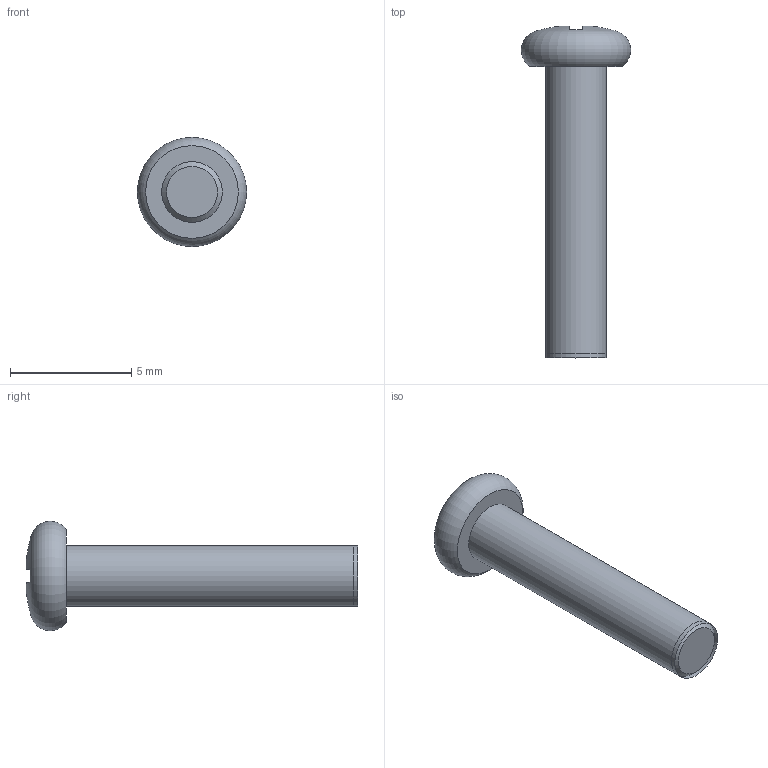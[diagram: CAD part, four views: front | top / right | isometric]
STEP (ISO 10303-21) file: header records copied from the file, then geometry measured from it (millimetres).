
FILE_DESCRIPTION(/* description */ ('NOT SPECIFIED'),/* implementation_level */ '2;1');
FILE_NAME(/* name */ 'PHS_M2_5X12_K.stp',/* time_stamp */ '2025-04-21T17:51:47+02:00',/* author */ ('roone'),/* organization */ (''),/* preprocessor_version */ 'ST-DEVELOPER v20',/* originating_system */ 'Autodesk Inventor 2025',/* authorisation */ '');
FILE_SCHEMA (('AUTOMOTIVE_DESIGN { 1 0 10303 214 3 1 1 }'));
Length unit declared in the file: millimetre
Products named in the file (1): PHS_M2_5X12_K
Bounding box: 4.49 x 13.67 x 4.49 mm (x, y, z)
Volume: 78 mm3; surface area: 239.7 mm2
Topology: 1 solids, 2 shells, 24 faces, 62 edges, 41 vertices
Faces by surface type: plane 11, cylinder 10, cone 1, torus 1, sphere 1
Full cylindrical faces by diameter (mm): 2.5 x2
Entity records: 1092 total; most frequent: CARTESIAN_POINT 434, DIRECTION 139, ORIENTED_EDGE 122, EDGE_CURVE 62, AXIS2_PLACEMENT_3D 56, VERTEX_POINT 41, CIRCLE 31, LINE 27
